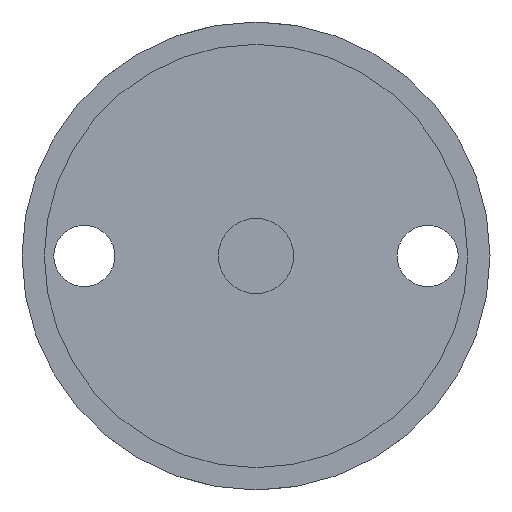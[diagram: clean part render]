
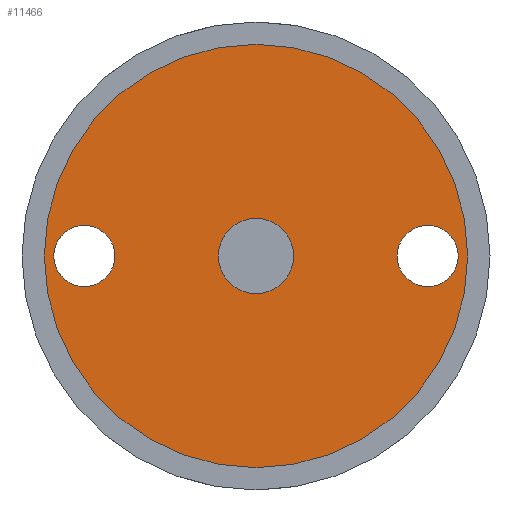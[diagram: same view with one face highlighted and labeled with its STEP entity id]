
A CAD part, front view. The second image highlights one B-rep face of the part: STEP entity #11466.
In plain terms, the highlighted planar face has unit normal (0, -1, 0).
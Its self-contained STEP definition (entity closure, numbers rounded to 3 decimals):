
#278 = CIRCLE ( 'NONE', #3448, 6.5 ) ;
#310 = CIRCLE ( 'NONE', #8673, 8. ) ;
#411 = CARTESIAN_POINT ( 'NONE',  ( -8., -23.7, 0. ) ) ;
#762 = AXIS2_PLACEMENT_3D ( 'NONE', #12270, #3825, #8163 ) ;
#772 = AXIS2_PLACEMENT_3D ( 'NONE', #9378, #8305, #11771 ) ;
#845 = VERTEX_POINT ( 'NONE', #9529 ) ;
#922 = DIRECTION ( 'NONE',  ( -1., 0., 0. ) ) ;
#1024 = ORIENTED_EDGE ( 'NONE', *, *, #12618, .T. ) ;
#1086 = EDGE_CURVE ( 'NONE', #2788, #11911, #310, .T. ) ;
#1087 = DIRECTION ( 'NONE',  ( -1., 0., 0. ) ) ;
#1146 = CIRCLE ( 'NONE', #5458, 6.5 ) ;
#1182 = ORIENTED_EDGE ( 'NONE', *, *, #5149, .T. ) ;
#1200 = CIRCLE ( 'NONE', #3000, 8. ) ;
#1599 = ORIENTED_EDGE ( 'NONE', *, *, #1086, .T. ) ;
#1843 = AXIS2_PLACEMENT_3D ( 'NONE', #7641, #11973, #9848 ) ;
#1845 = EDGE_CURVE ( 'NONE', #10570, #12060, #6428, .T. ) ;
#2116 = EDGE_CURVE ( 'NONE', #9971, #11275, #4851, .T. ) ;
#2660 = EDGE_CURVE ( 'NONE', #12060, #10570, #10745, .T. ) ;
#2728 = DIRECTION ( 'NONE',  ( 0., 1., 0. ) ) ;
#2788 = VERTEX_POINT ( 'NONE', #411 ) ;
#2856 = ORIENTED_EDGE ( 'NONE', *, *, #1845, .T. ) ;
#3000 = AXIS2_PLACEMENT_3D ( 'NONE', #9059, #9267, #13664 ) ;
#3003 = EDGE_LOOP ( 'NONE', ( #12728, #8746 ) ) ;
#3304 = EDGE_LOOP ( 'NONE', ( #1024, #1182 ) ) ;
#3448 = AXIS2_PLACEMENT_3D ( 'NONE', #13594, #2728, #3868 ) ;
#3497 = ORIENTED_EDGE ( 'NONE', *, *, #5125, .T. ) ;
#3511 = CARTESIAN_POINT ( 'NONE',  ( -30., -23.7, 0. ) ) ;
#3825 = DIRECTION ( 'NONE',  ( 0., -1., 0. ) ) ;
#3868 = DIRECTION ( 'NONE',  ( -1., 0., 0. ) ) ;
#4045 = EDGE_CURVE ( 'NONE', #11275, #9971, #12280, .T. ) ;
#4497 = EDGE_LOOP ( 'NONE', ( #3497, #1599 ) ) ;
#4851 = CIRCLE ( 'NONE', #762, 45. ) ;
#4937 = FACE_OUTER_BOUND ( 'NONE', #3003, .T. ) ;
#5077 = FACE_BOUND ( 'NONE', #12628, .T. ) ;
#5125 = EDGE_CURVE ( 'NONE', #11911, #2788, #1200, .T. ) ;
#5149 = EDGE_CURVE ( 'NONE', #9149, #845, #278, .T. ) ;
#5230 = CARTESIAN_POINT ( 'NONE',  ( 30., -23.7, 0. ) ) ;
#5458 = AXIS2_PLACEMENT_3D ( 'NONE', #6326, #9664, #922 ) ;
#5655 = CARTESIAN_POINT ( 'NONE',  ( 8., -23.7, 0. ) ) ;
#6098 = DIRECTION ( 'NONE',  ( 1., 0., 0. ) ) ;
#6199 = FACE_BOUND ( 'NONE', #3304, .T. ) ;
#6319 = CARTESIAN_POINT ( 'NONE',  ( 43., -23.7, 0. ) ) ;
#6326 = CARTESIAN_POINT ( 'NONE',  ( -36.5, -23.7, 0. ) ) ;
#6428 = CIRCLE ( 'NONE', #10734, 6.5 ) ;
#7641 = CARTESIAN_POINT ( 'NONE',  ( 0., -23.7, 0. ) ) ;
#8009 = ORIENTED_EDGE ( 'NONE', *, *, #2660, .T. ) ;
#8163 = DIRECTION ( 'NONE',  ( 1., 0., 0. ) ) ;
#8305 = DIRECTION ( 'NONE',  ( 0., 1., 0. ) ) ;
#8673 = AXIS2_PLACEMENT_3D ( 'NONE', #12347, #12563, #6098 ) ;
#8746 = ORIENTED_EDGE ( 'NONE', *, *, #2116, .T. ) ;
#9059 = CARTESIAN_POINT ( 'NONE',  ( 0., -23.7, 0. ) ) ;
#9107 = AXIS2_PLACEMENT_3D ( 'NONE', #13010, #9611, #9878 ) ;
#9149 = VERTEX_POINT ( 'NONE', #3511 ) ;
#9267 = DIRECTION ( 'NONE',  ( 0., 1., 0. ) ) ;
#9378 = CARTESIAN_POINT ( 'NONE',  ( 36.5, -23.7, 0. ) ) ;
#9468 = FACE_BOUND ( 'NONE', #4497, .T. ) ;
#9529 = CARTESIAN_POINT ( 'NONE',  ( -43., -23.7, 0. ) ) ;
#9611 = DIRECTION ( 'NONE',  ( 0., -1., 0. ) ) ;
#9664 = DIRECTION ( 'NONE',  ( 0., 1., 0. ) ) ;
#9748 = CARTESIAN_POINT ( 'NONE',  ( 36.5, -23.7, 0. ) ) ;
#9848 = DIRECTION ( 'NONE',  ( 1., 0., 0. ) ) ;
#9878 = DIRECTION ( 'NONE',  ( 1., 0., 0. ) ) ;
#9971 = VERTEX_POINT ( 'NONE', #12949 ) ;
#10570 = VERTEX_POINT ( 'NONE', #6319 ) ;
#10734 = AXIS2_PLACEMENT_3D ( 'NONE', #9748, #10882, #1087 ) ;
#10745 = CIRCLE ( 'NONE', #772, 6.5 ) ;
#10882 = DIRECTION ( 'NONE',  ( 0., 1., 0. ) ) ;
#11275 = VERTEX_POINT ( 'NONE', #12308 ) ;
#11388 = PLANE ( 'NONE',  #9107 ) ;
#11466 = ADVANCED_FACE ( 'NONE', ( #4937, #9468, #5077, #6199 ), #11388, .T. ) ;
#11771 = DIRECTION ( 'NONE',  ( -1., 0., 0. ) ) ;
#11911 = VERTEX_POINT ( 'NONE', #5655 ) ;
#11973 = DIRECTION ( 'NONE',  ( 0., -1., 0. ) ) ;
#12060 = VERTEX_POINT ( 'NONE', #5230 ) ;
#12270 = CARTESIAN_POINT ( 'NONE',  ( 0., -23.7, 0. ) ) ;
#12280 = CIRCLE ( 'NONE', #1843, 45. ) ;
#12308 = CARTESIAN_POINT ( 'NONE',  ( 45., -23.7, 0. ) ) ;
#12347 = CARTESIAN_POINT ( 'NONE',  ( 0., -23.7, 0. ) ) ;
#12563 = DIRECTION ( 'NONE',  ( 0., 1., 0. ) ) ;
#12618 = EDGE_CURVE ( 'NONE', #845, #9149, #1146, .T. ) ;
#12628 = EDGE_LOOP ( 'NONE', ( #8009, #2856 ) ) ;
#12728 = ORIENTED_EDGE ( 'NONE', *, *, #4045, .T. ) ;
#12949 = CARTESIAN_POINT ( 'NONE',  ( -45., -23.7, 0. ) ) ;
#13010 = CARTESIAN_POINT ( 'NONE',  ( -16.5, -23.7, 0. ) ) ;
#13594 = CARTESIAN_POINT ( 'NONE',  ( -36.5, -23.7, 0. ) ) ;
#13664 = DIRECTION ( 'NONE',  ( 1., 0., 0. ) ) ;
